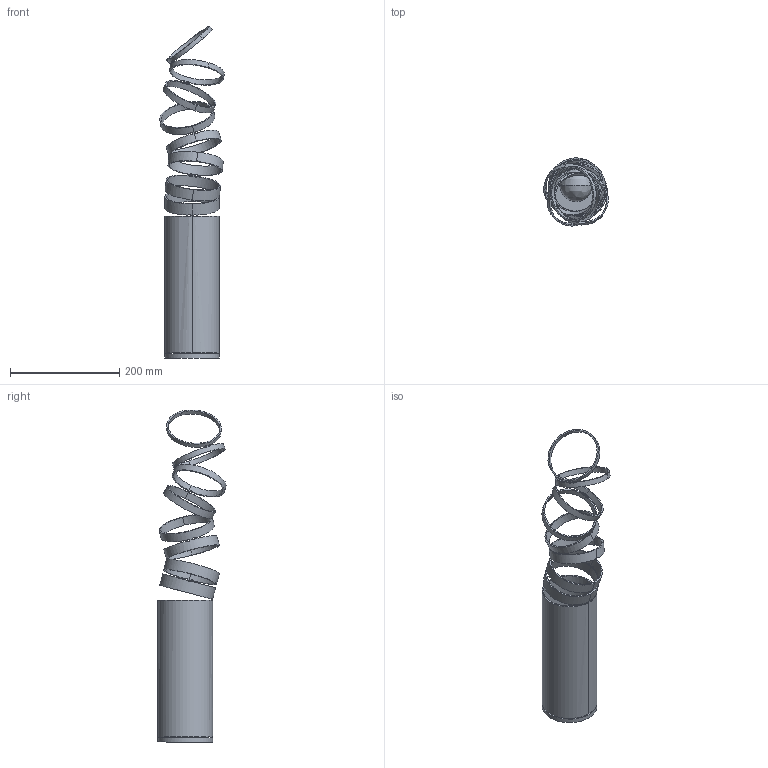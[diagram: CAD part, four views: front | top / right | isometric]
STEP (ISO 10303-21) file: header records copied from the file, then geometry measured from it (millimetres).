
FILE_DESCRIPTION(/* description */ (''),/* implementation_level */ '2;1');
FILE_NAME(/* name */ 'DECOMPOSE TAVOLO',/* time_stamp */ '2018-02-23T11:15:24+01:00',/* author */ (''),/* organization */ (''),/* preprocessor_version */ 'ST-DEVELOPER v15',/* originating_system */ '',/* authorisation */ '');
FILE_SCHEMA (('CONFIG_CONTROL_DESIGN'));
Length unit declared in the file: millimetre
Products named in the file (1): Document
Bounding box: 118.19 x 124.97 x 606.75 mm (x, y, z)
Volume: 489071 mm3; surface area: 286696.3 mm2
Topology: 5 solids, 5 shells, 329 faces, 929 edges, 593 vertices
Faces by surface type: bspline 256, plane 73
Entity records: 14810 total; most frequent: CARTESIAN_POINT 9504, ORIENTED_EDGE 1850, EDGE_CURVE 925, B_SPLINE_CURVE_WITH_KNOTS 606, VERTEX_POINT 593, EDGE_LOOP 334, ADVANCED_FACE 329, FACE_OUTER_BOUND 329
